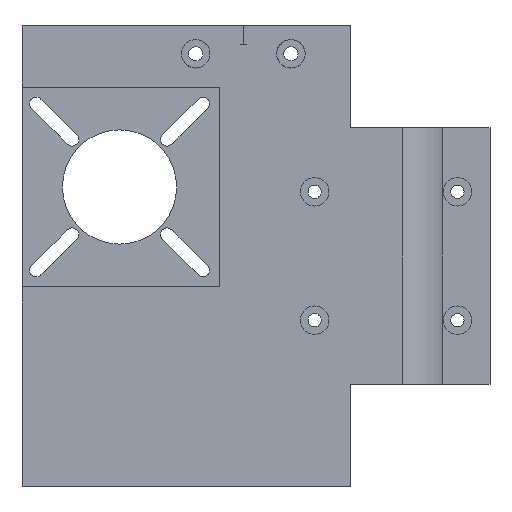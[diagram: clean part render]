
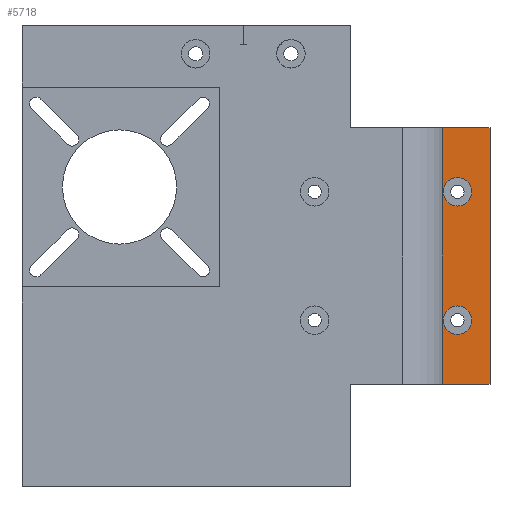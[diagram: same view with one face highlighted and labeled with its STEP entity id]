
A CAD part, front view. The second image highlights one B-rep face of the part: STEP entity #5718.
In plain terms, the highlighted planar face has unit normal (0, -1, 0).
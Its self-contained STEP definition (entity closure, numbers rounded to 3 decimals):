
#776 = PLANE('',#777);
#777 = AXIS2_PLACEMENT_3D('',#778,#779,#780);
#778 = CARTESIAN_POINT('',(-7.46,0.,75.5));
#779 = DIRECTION('',(0.,0.,1.));
#780 = DIRECTION('',(1.,0.,0.));
#804 = CYLINDRICAL_SURFACE('',#805,12.5);
#805 = AXIS2_PLACEMENT_3D('',#806,#807,#808);
#806 = CARTESIAN_POINT('',(0.,0.,0.));
#807 = DIRECTION('',(-0.,-0.,-1.));
#808 = DIRECTION('',(1.,0.,0.));
#832 = PLANE('',#833);
#833 = AXIS2_PLACEMENT_3D('',#834,#835,#836);
#834 = CARTESIAN_POINT('',(22.,0.,21.5));
#835 = DIRECTION('',(0.,0.,-1.));
#836 = DIRECTION('',(-1.,0.,0.));
#3198 = VERTEX_POINT('',#3199);
#3199 = CARTESIAN_POINT('',(21.843,-4.,21.5));
#3212 = PLANE('',#3213);
#3213 = AXIS2_PLACEMENT_3D('',#3214,#3215,#3216);
#3214 = CARTESIAN_POINT('',(21.843,-4.,0.));
#3215 = DIRECTION('',(-1.,0.,0.));
#3216 = DIRECTION('',(0.,1.,0.));
#3223 = EDGE_CURVE('',#3198,#3224,#3226,.T.);
#3224 = VERTEX_POINT('',#3225);
#3225 = CARTESIAN_POINT('',(11.843,-4.,21.5));
#3226 = SURFACE_CURVE('',#3227,(#3231,#3237),.PCURVE_S1.);
#3227 = LINE('',#3228,#3229);
#3228 = CARTESIAN_POINT('',(16.921,-4.,21.5));
#3229 = VECTOR('',#3230,1.);
#3230 = DIRECTION('',(-1.,0.,0.));
#3231 = PCURVE('',#832,#3232);
#3232 = DEFINITIONAL_REPRESENTATION('',(#3233),#3236);
#3233 = B_SPLINE_CURVE_WITH_KNOTS('',1,(#3234,#3235),.UNSPECIFIED.,.F.,
  .F.,(2,2),(-5.921,6.079),.PIECEWISE_BEZIER_KNOTS.);
#3234 = CARTESIAN_POINT('',(-0.843,-4.));
#3235 = CARTESIAN_POINT('',(11.157,-4.));
#3236 = ( GEOMETRIC_REPRESENTATION_CONTEXT(2) 
PARAMETRIC_REPRESENTATION_CONTEXT() REPRESENTATION_CONTEXT('2D SPACE',''
  ) );
#3237 = PCURVE('',#3238,#3243);
#3238 = PLANE('',#3239);
#3239 = AXIS2_PLACEMENT_3D('',#3240,#3241,#3242);
#3240 = CARTESIAN_POINT('',(11.843,-4.,0.));
#3241 = DIRECTION('',(0.,1.,0.));
#3242 = DIRECTION('',(1.,0.,0.));
#3243 = DEFINITIONAL_REPRESENTATION('',(#3244),#3247);
#3244 = B_SPLINE_CURVE_WITH_KNOTS('',1,(#3245,#3246),.UNSPECIFIED.,.F.,
  .F.,(2,2),(-5.921,6.079),.PIECEWISE_BEZIER_KNOTS.);
#3245 = CARTESIAN_POINT('',(11.,-21.5));
#3246 = CARTESIAN_POINT('',(-1.,-21.5));
#3247 = ( GEOMETRIC_REPRESENTATION_CONTEXT(2) 
PARAMETRIC_REPRESENTATION_CONTEXT() REPRESENTATION_CONTEXT('2D SPACE',''
  ) );
#3314 = VERTEX_POINT('',#3315);
#3315 = CARTESIAN_POINT('',(11.843,-4.,75.5));
#3341 = EDGE_CURVE('',#3224,#3314,#3342,.T.);
#3342 = SURFACE_CURVE('',#3343,(#3347,#3354),.PCURVE_S1.);
#3343 = LINE('',#3344,#3345);
#3344 = CARTESIAN_POINT('',(11.843,-4.,0.));
#3345 = VECTOR('',#3346,1.);
#3346 = DIRECTION('',(0.,0.,1.));
#3347 = PCURVE('',#804,#3348);
#3348 = DEFINITIONAL_REPRESENTATION('',(#3349),#3353);
#3349 = LINE('',#3350,#3351);
#3350 = CARTESIAN_POINT('',(-5.957,0.));
#3351 = VECTOR('',#3352,1.);
#3352 = DIRECTION('',(-0.,-1.));
#3353 = ( GEOMETRIC_REPRESENTATION_CONTEXT(2) 
PARAMETRIC_REPRESENTATION_CONTEXT() REPRESENTATION_CONTEXT('2D SPACE',''
  ) );
#3354 = PCURVE('',#3238,#3355);
#3355 = DEFINITIONAL_REPRESENTATION('',(#3356),#3360);
#3356 = LINE('',#3357,#3358);
#3357 = CARTESIAN_POINT('',(0.,0.));
#3358 = VECTOR('',#3359,1.);
#3359 = DIRECTION('',(0.,-1.));
#3360 = ( GEOMETRIC_REPRESENTATION_CONTEXT(2) 
PARAMETRIC_REPRESENTATION_CONTEXT() REPRESENTATION_CONTEXT('2D SPACE',''
  ) );
#3421 = EDGE_CURVE('',#3314,#3422,#3424,.T.);
#3422 = VERTEX_POINT('',#3423);
#3423 = CARTESIAN_POINT('',(21.843,-4.,75.5));
#3424 = SURFACE_CURVE('',#3425,(#3429,#3435),.PCURVE_S1.);
#3425 = LINE('',#3426,#3427);
#3426 = CARTESIAN_POINT('',(2.191,-4.,75.5));
#3427 = VECTOR('',#3428,1.);
#3428 = DIRECTION('',(1.,0.,0.));
#3429 = PCURVE('',#776,#3430);
#3430 = DEFINITIONAL_REPRESENTATION('',(#3431),#3434);
#3431 = B_SPLINE_CURVE_WITH_KNOTS('',1,(#3432,#3433),.UNSPECIFIED.,.F.,
  .F.,(2,2),(8.651,20.651),.PIECEWISE_BEZIER_KNOTS.);
#3432 = CARTESIAN_POINT('',(18.303,-4.));
#3433 = CARTESIAN_POINT('',(30.303,-4.));
#3434 = ( GEOMETRIC_REPRESENTATION_CONTEXT(2) 
PARAMETRIC_REPRESENTATION_CONTEXT() REPRESENTATION_CONTEXT('2D SPACE',''
  ) );
#3435 = PCURVE('',#3238,#3436);
#3436 = DEFINITIONAL_REPRESENTATION('',(#3437),#3440);
#3437 = B_SPLINE_CURVE_WITH_KNOTS('',1,(#3438,#3439),.UNSPECIFIED.,.F.,
  .F.,(2,2),(8.651,20.651),.PIECEWISE_BEZIER_KNOTS.);
#3438 = CARTESIAN_POINT('',(-1.,-75.5));
#3439 = CARTESIAN_POINT('',(11.,-75.5));
#3440 = ( GEOMETRIC_REPRESENTATION_CONTEXT(2) 
PARAMETRIC_REPRESENTATION_CONTEXT() REPRESENTATION_CONTEXT('2D SPACE',''
  ) );
#5718 = ADVANCED_FACE('',(#5719,#5745,#5780),#3238,.F.);
#5719 = FACE_BOUND('',#5720,.F.);
#5720 = EDGE_LOOP('',(#5721,#5722,#5723,#5724));
#5721 = ORIENTED_EDGE('',*,*,#3223,.T.);
#5722 = ORIENTED_EDGE('',*,*,#3341,.T.);
#5723 = ORIENTED_EDGE('',*,*,#3421,.T.);
#5724 = ORIENTED_EDGE('',*,*,#5725,.F.);
#5725 = EDGE_CURVE('',#3198,#3422,#5726,.T.);
#5726 = SURFACE_CURVE('',#5727,(#5731,#5738),.PCURVE_S1.);
#5727 = LINE('',#5728,#5729);
#5728 = CARTESIAN_POINT('',(21.843,-4.,0.));
#5729 = VECTOR('',#5730,1.);
#5730 = DIRECTION('',(0.,0.,1.));
#5731 = PCURVE('',#3238,#5732);
#5732 = DEFINITIONAL_REPRESENTATION('',(#5733),#5737);
#5733 = LINE('',#5734,#5735);
#5734 = CARTESIAN_POINT('',(10.,0.));
#5735 = VECTOR('',#5736,1.);
#5736 = DIRECTION('',(0.,-1.));
#5737 = ( GEOMETRIC_REPRESENTATION_CONTEXT(2) 
PARAMETRIC_REPRESENTATION_CONTEXT() REPRESENTATION_CONTEXT('2D SPACE',''
  ) );
#5738 = PCURVE('',#3212,#5739);
#5739 = DEFINITIONAL_REPRESENTATION('',(#5740),#5744);
#5740 = LINE('',#5741,#5742);
#5741 = CARTESIAN_POINT('',(0.,0.));
#5742 = VECTOR('',#5743,1.);
#5743 = DIRECTION('',(0.,-1.));
#5744 = ( GEOMETRIC_REPRESENTATION_CONTEXT(2) 
PARAMETRIC_REPRESENTATION_CONTEXT() REPRESENTATION_CONTEXT('2D SPACE',''
  ) );
#5745 = FACE_BOUND('',#5746,.F.);
#5746 = EDGE_LOOP('',(#5747));
#5747 = ORIENTED_EDGE('',*,*,#5748,.T.);
#5748 = EDGE_CURVE('',#5749,#5749,#5751,.T.);
#5749 = VERTEX_POINT('',#5750);
#5750 = CARTESIAN_POINT('',(18.,-4.,35.));
#5751 = SURFACE_CURVE('',#5752,(#5757,#5768),.PCURVE_S1.);
#5752 = CIRCLE('',#5753,3.);
#5753 = AXIS2_PLACEMENT_3D('',#5754,#5755,#5756);
#5754 = CARTESIAN_POINT('',(15.,-4.,35.));
#5755 = DIRECTION('',(0.,-1.,0.));
#5756 = DIRECTION('',(1.,0.,0.));
#5757 = PCURVE('',#3238,#5758);
#5758 = DEFINITIONAL_REPRESENTATION('',(#5759),#5767);
#5759 = ( BOUNDED_CURVE() B_SPLINE_CURVE(2,(#5760,#5761,#5762,#5763,
#5764,#5765,#5766),.UNSPECIFIED.,.T.,.F.) B_SPLINE_CURVE_WITH_KNOTS((1,2
    ,2,2,2,1),(-2.094,0.,2.094,4.189,
6.283,8.378),.UNSPECIFIED.) CURVE() 
GEOMETRIC_REPRESENTATION_ITEM() RATIONAL_B_SPLINE_CURVE((1.,0.5,1.,0.5,
1.,0.5,1.)) REPRESENTATION_ITEM('') );
#5760 = CARTESIAN_POINT('',(6.157,-35.));
#5761 = CARTESIAN_POINT('',(6.157,-40.196));
#5762 = CARTESIAN_POINT('',(1.657,-37.598));
#5763 = CARTESIAN_POINT('',(-2.843,-35.));
#5764 = CARTESIAN_POINT('',(1.657,-32.402));
#5765 = CARTESIAN_POINT('',(6.157,-29.804));
#5766 = CARTESIAN_POINT('',(6.157,-35.));
#5767 = ( GEOMETRIC_REPRESENTATION_CONTEXT(2) 
PARAMETRIC_REPRESENTATION_CONTEXT() REPRESENTATION_CONTEXT('2D SPACE',''
  ) );
#5768 = PCURVE('',#5769,#5774);
#5769 = CYLINDRICAL_SURFACE('',#5770,3.);
#5770 = AXIS2_PLACEMENT_3D('',#5771,#5772,#5773);
#5771 = CARTESIAN_POINT('',(15.,-4.,35.));
#5772 = DIRECTION('',(0.,-1.,0.));
#5773 = DIRECTION('',(1.,0.,0.));
#5774 = DEFINITIONAL_REPRESENTATION('',(#5775),#5779);
#5775 = LINE('',#5776,#5777);
#5776 = CARTESIAN_POINT('',(0.,0.));
#5777 = VECTOR('',#5778,1.);
#5778 = DIRECTION('',(1.,0.));
#5779 = ( GEOMETRIC_REPRESENTATION_CONTEXT(2) 
PARAMETRIC_REPRESENTATION_CONTEXT() REPRESENTATION_CONTEXT('2D SPACE',''
  ) );
#5780 = FACE_BOUND('',#5781,.F.);
#5781 = EDGE_LOOP('',(#5782));
#5782 = ORIENTED_EDGE('',*,*,#5783,.T.);
#5783 = EDGE_CURVE('',#5784,#5784,#5786,.T.);
#5784 = VERTEX_POINT('',#5785);
#5785 = CARTESIAN_POINT('',(18.,-4.,62.));
#5786 = SURFACE_CURVE('',#5787,(#5792,#5803),.PCURVE_S1.);
#5787 = CIRCLE('',#5788,3.);
#5788 = AXIS2_PLACEMENT_3D('',#5789,#5790,#5791);
#5789 = CARTESIAN_POINT('',(15.,-4.,62.));
#5790 = DIRECTION('',(0.,-1.,0.));
#5791 = DIRECTION('',(1.,0.,0.));
#5792 = PCURVE('',#3238,#5793);
#5793 = DEFINITIONAL_REPRESENTATION('',(#5794),#5802);
#5794 = ( BOUNDED_CURVE() B_SPLINE_CURVE(2,(#5795,#5796,#5797,#5798,
#5799,#5800,#5801),.UNSPECIFIED.,.T.,.F.) B_SPLINE_CURVE_WITH_KNOTS((1,2
    ,2,2,2,1),(-2.094,0.,2.094,4.189,
6.283,8.378),.UNSPECIFIED.) CURVE() 
GEOMETRIC_REPRESENTATION_ITEM() RATIONAL_B_SPLINE_CURVE((1.,0.5,1.,0.5,
1.,0.5,1.)) REPRESENTATION_ITEM('') );
#5795 = CARTESIAN_POINT('',(6.157,-62.));
#5796 = CARTESIAN_POINT('',(6.157,-67.196));
#5797 = CARTESIAN_POINT('',(1.657,-64.598));
#5798 = CARTESIAN_POINT('',(-2.843,-62.));
#5799 = CARTESIAN_POINT('',(1.657,-59.402));
#5800 = CARTESIAN_POINT('',(6.157,-56.804));
#5801 = CARTESIAN_POINT('',(6.157,-62.));
#5802 = ( GEOMETRIC_REPRESENTATION_CONTEXT(2) 
PARAMETRIC_REPRESENTATION_CONTEXT() REPRESENTATION_CONTEXT('2D SPACE',''
  ) );
#5803 = PCURVE('',#5804,#5809);
#5804 = CYLINDRICAL_SURFACE('',#5805,3.);
#5805 = AXIS2_PLACEMENT_3D('',#5806,#5807,#5808);
#5806 = CARTESIAN_POINT('',(15.,-4.,62.));
#5807 = DIRECTION('',(0.,-1.,0.));
#5808 = DIRECTION('',(1.,0.,0.));
#5809 = DEFINITIONAL_REPRESENTATION('',(#5810),#5814);
#5810 = LINE('',#5811,#5812);
#5811 = CARTESIAN_POINT('',(0.,0.));
#5812 = VECTOR('',#5813,1.);
#5813 = DIRECTION('',(1.,0.));
#5814 = ( GEOMETRIC_REPRESENTATION_CONTEXT(2) 
PARAMETRIC_REPRESENTATION_CONTEXT() REPRESENTATION_CONTEXT('2D SPACE',''
  ) );
